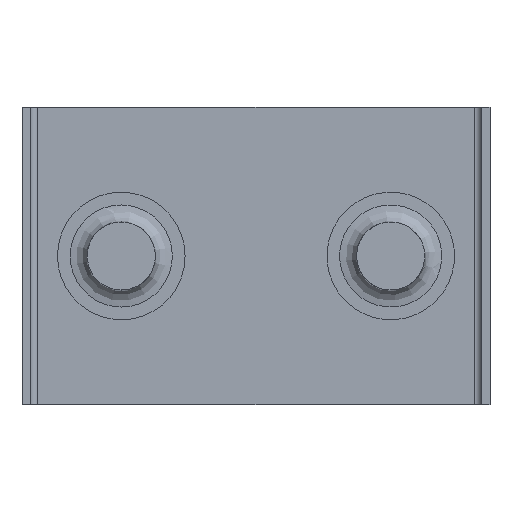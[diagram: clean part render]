
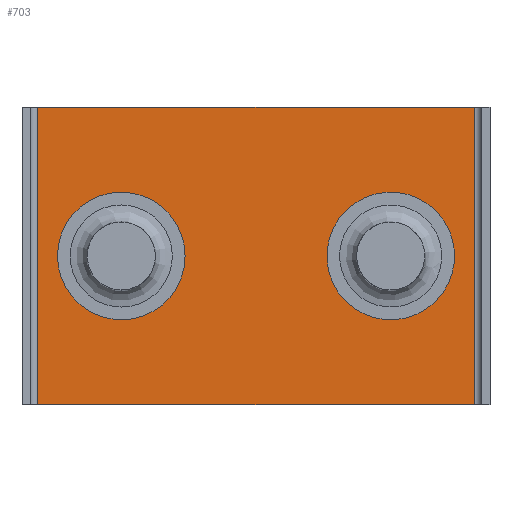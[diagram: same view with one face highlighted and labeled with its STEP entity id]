
A CAD part, front view. The second image highlights one B-rep face of the part: STEP entity #703.
In plain terms, the highlighted planar face has unit normal (0, -1, 0).
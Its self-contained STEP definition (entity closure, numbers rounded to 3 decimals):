
#368=CARTESIAN_POINT('',(117.833,37.002,58.));
#369=VERTEX_POINT('',#368);
#370=CARTESIAN_POINT('',(117.833,37.002,47.));
#371=VERTEX_POINT('',#370);
#372=CARTESIAN_POINT('',(117.833,37.002,52.5));
#373=DIRECTION('',(0.0,1.0,0.0));
#374=DIRECTION('',(0.0,0.0,-1.0));
#375=AXIS2_PLACEMENT_3D('',#372,#373,#374);
#376=CIRCLE('',#375,5.5);
#377=EDGE_CURVE('',#369,#371,#376,.T.);
#410=CARTESIAN_POINT('',(102.833,37.002,47.));
#411=VERTEX_POINT('',#410);
#412=CARTESIAN_POINT('',(117.833,37.002,47.));
#413=DIRECTION('',(-1.0,0.0,0.0));
#414=VECTOR('',#413,15.0);
#415=LINE('',#412,#414);
#416=EDGE_CURVE('',#371,#411,#415,.T.);
#441=CARTESIAN_POINT('',(102.833,37.002,58.));
#442=VERTEX_POINT('',#441);
#443=CARTESIAN_POINT('',(102.833,37.002,52.5));
#444=DIRECTION('',(0.0,1.0,0.0));
#445=DIRECTION('',(0.0,0.0,1.0));
#446=AXIS2_PLACEMENT_3D('',#443,#444,#445);
#447=CIRCLE('',#446,5.5);
#448=EDGE_CURVE('',#411,#442,#447,.T.);
#474=CARTESIAN_POINT('',(102.833,37.002,58.));
#475=DIRECTION('',(1.0,0.0,0.0));
#476=VECTOR('',#475,15.0);
#477=LINE('',#474,#476);
#478=EDGE_CURVE('',#442,#369,#477,.T.);
#496=CARTESIAN_POINT('',(24.833,37.002,58.0));
#497=VERTEX_POINT('',#496);
#498=CARTESIAN_POINT('',(24.833,37.002,47.0));
#499=VERTEX_POINT('',#498);
#500=CARTESIAN_POINT('',(24.833,37.002,52.5));
#501=DIRECTION('',(0.0,1.0,0.0));
#502=DIRECTION('',(0.0,0.0,-1.0));
#503=AXIS2_PLACEMENT_3D('',#500,#501,#502);
#504=CIRCLE('',#503,5.5);
#505=EDGE_CURVE('',#497,#499,#504,.T.);
#538=CARTESIAN_POINT('',(9.833,37.002,47.0));
#539=VERTEX_POINT('',#538);
#540=CARTESIAN_POINT('',(24.833,37.002,47.0));
#541=DIRECTION('',(-1.0,0.0,0.0));
#542=VECTOR('',#541,15.);
#543=LINE('',#540,#542);
#544=EDGE_CURVE('',#499,#539,#543,.T.);
#569=CARTESIAN_POINT('',(9.833,37.002,58.0));
#570=VERTEX_POINT('',#569);
#571=CARTESIAN_POINT('',(9.833,37.002,52.5));
#572=DIRECTION('',(0.0,1.0,0.0));
#573=DIRECTION('',(0.0,0.0,1.0));
#574=AXIS2_PLACEMENT_3D('',#571,#572,#573);
#575=CIRCLE('',#574,5.5);
#576=EDGE_CURVE('',#539,#570,#575,.T.);
#602=CARTESIAN_POINT('',(9.833,37.002,58.0));
#603=DIRECTION('',(1.0,0.0,0.0));
#604=VECTOR('',#603,15.);
#605=LINE('',#602,#604);
#606=EDGE_CURVE('',#570,#497,#605,.T.);
#626=CARTESIAN_POINT('',(-13.167,37.002,0.0));
#627=VERTEX_POINT('',#626);
#635=CARTESIAN_POINT('',(-13.167,37.002,105.0));
#636=VERTEX_POINT('',#635);
#637=CARTESIAN_POINT('',(-13.167,37.002,0.0));
#638=DIRECTION('',(0.0,0.0,1.0));
#639=VECTOR('',#638,105.0);
#640=LINE('',#637,#639);
#641=EDGE_CURVE('',#627,#636,#640,.T.);
#661=CARTESIAN_POINT('',(143.333,37.002,0.0));
#662=DIRECTION('',(0.0,-1.0,0.0));
#663=DIRECTION('',(0.0,0.0,-1.0));
#664=AXIS2_PLACEMENT_3D('',#661,#662,#663);
#665=PLANE('',#664);
#666=ORIENTED_EDGE('',*,*,#641,.F.);
#667=CARTESIAN_POINT('',(140.833,37.002,0.0));
#668=VERTEX_POINT('',#667);
#669=CARTESIAN_POINT('',(-13.167,37.002,0.0));
#670=DIRECTION('',(1.0,0.0,0.0));
#671=VECTOR('',#670,154.);
#672=LINE('',#669,#671);
#673=EDGE_CURVE('',#627,#668,#672,.T.);
#674=ORIENTED_EDGE('',*,*,#673,.T.);
#675=CARTESIAN_POINT('',(140.833,37.002,105.0));
#676=VERTEX_POINT('',#675);
#677=CARTESIAN_POINT('',(140.833,37.002,105.0));
#678=DIRECTION('',(0.0,0.0,-1.0));
#679=VECTOR('',#678,105.0);
#680=LINE('',#677,#679);
#681=EDGE_CURVE('',#676,#668,#680,.T.);
#682=ORIENTED_EDGE('',*,*,#681,.F.);
#683=CARTESIAN_POINT('',(140.833,37.002,105.0));
#684=DIRECTION('',(-1.0,0.0,0.0));
#685=VECTOR('',#684,154.);
#686=LINE('',#683,#685);
#687=EDGE_CURVE('',#676,#636,#686,.T.);
#688=ORIENTED_EDGE('',*,*,#687,.T.);
#689=EDGE_LOOP('',(#666,#674,#682,#688));
#690=FACE_OUTER_BOUND('',#689,.T.);
#691=ORIENTED_EDGE('',*,*,#448,.T.);
#692=ORIENTED_EDGE('',*,*,#478,.T.);
#693=ORIENTED_EDGE('',*,*,#377,.T.);
#694=ORIENTED_EDGE('',*,*,#416,.T.);
#695=EDGE_LOOP('',(#691,#692,#693,#694));
#696=FACE_BOUND('',#695,.T.);
#697=ORIENTED_EDGE('',*,*,#576,.T.);
#698=ORIENTED_EDGE('',*,*,#606,.T.);
#699=ORIENTED_EDGE('',*,*,#505,.T.);
#700=ORIENTED_EDGE('',*,*,#544,.T.);
#701=EDGE_LOOP('',(#697,#698,#699,#700));
#702=FACE_BOUND('',#701,.T.);
#703=ADVANCED_FACE('',(#690,#696,#702),#665,.T.);
